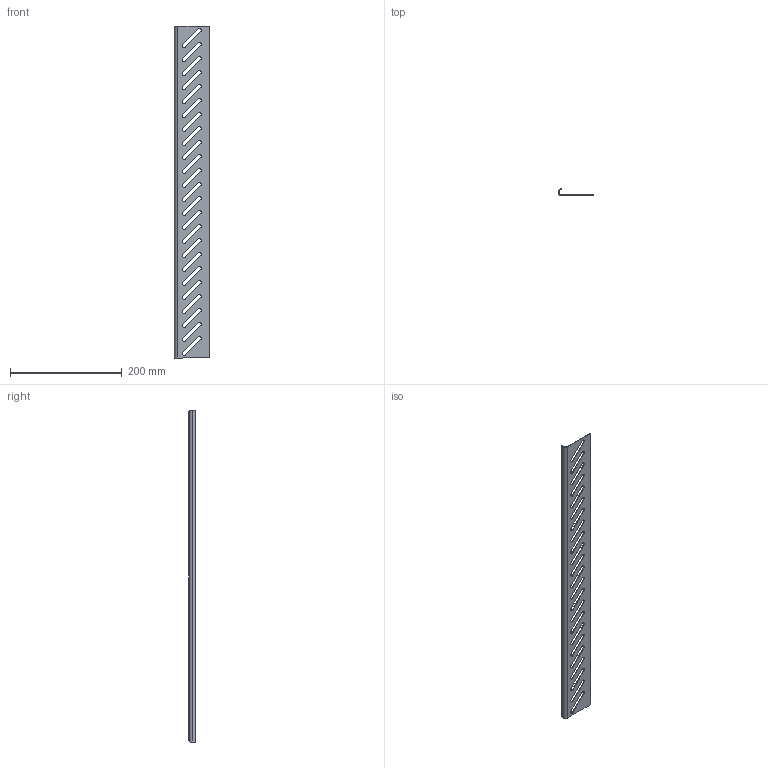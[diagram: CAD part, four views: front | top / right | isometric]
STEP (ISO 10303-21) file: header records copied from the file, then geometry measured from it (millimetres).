
FILE_DESCRIPTION (( 'STEP AP214' ), '1' );
FILE_NAME ('7083602-KTS07_061-002.STEP', '2013-02-05T15:03:48', ( 'oborz' ), ( 'Microsoft' ), 'SwSTEP 2.0', 'SolidWorks 2012', '' );
FILE_SCHEMA (( 'AUTOMOTIVE_DESIGN' ));
Length unit declared in the file: millimetre
Products named in the file (1): 7083602-KTS07_061-002
Bounding box: 63 x 12.5 x 593 mm (x, y, z)
Volume: 36366.7 mm3; surface area: 76315.9 mm2
Topology: 1 solids, 1 shells, 133 faces, 385 edges, 254 vertices
Faces by surface type: cylinder 73, plane 60
Entity records: 4547 total; most frequent: DIRECTION 799, CARTESIAN_POINT 773, ORIENTED_EDGE 770, EDGE_CURVE 385, AXIS2_PLACEMENT_3D 280, VERTEX_POINT 254, LINE 239, VECTOR 239
